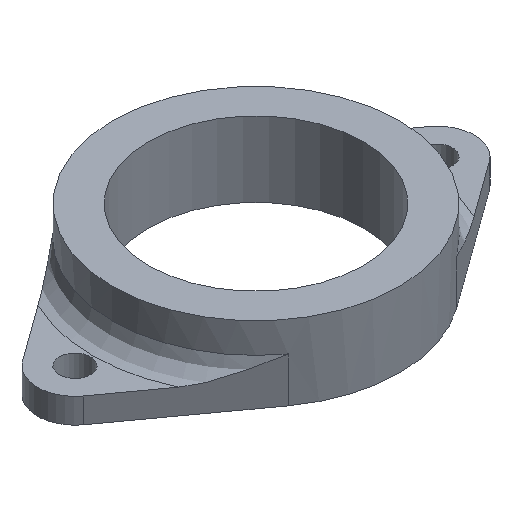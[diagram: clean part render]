
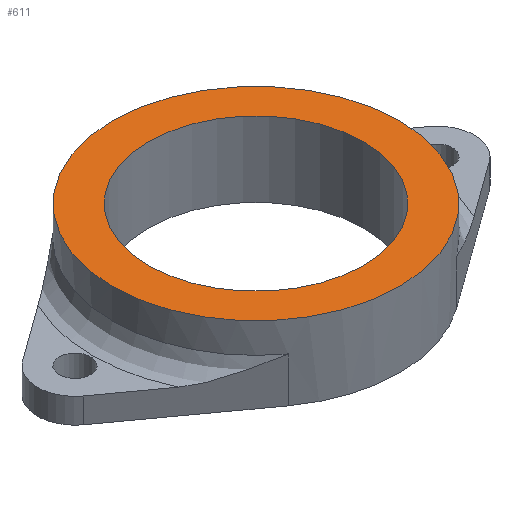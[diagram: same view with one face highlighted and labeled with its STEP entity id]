
A CAD part, isometric view. The second image highlights one B-rep face of the part: STEP entity #611.
In plain terms, the highlighted planar face has unit normal (0, 0, 1).
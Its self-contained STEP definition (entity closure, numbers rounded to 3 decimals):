
#306=FACE_BOUND('',#391,.T.);
#356=PLANE('',#668);
#372=FACE_OUTER_BOUND('',#390,.T.);
#390=EDGE_LOOP('',(#582));
#391=EDGE_LOOP('',(#583));
#408=CIRCLE('',#655,4.3);
#411=CIRCLE('',#665,5.75);
#459=VERTEX_POINT('',#889);
#468=VERTEX_POINT('',#921);
#492=EDGE_CURVE('',#459,#459,#408,.T.);
#507=EDGE_CURVE('',#468,#468,#411,.T.);
#582=ORIENTED_EDGE('',*,*,#507,.T.);
#583=ORIENTED_EDGE('',*,*,#492,.T.);
#611=ADVANCED_FACE('',(#372,#306),#356,.T.);
#655=AXIS2_PLACEMENT_3D('',#891,#740,#741);
#665=AXIS2_PLACEMENT_3D('',#922,#772,#773);
#668=AXIS2_PLACEMENT_3D('',#926,#779,#780);
#740=DIRECTION('center_axis',(0.,0.,-1.));
#741=DIRECTION('ref_axis',(1.,0.,0.));
#772=DIRECTION('center_axis',(0.,0.,1.));
#773=DIRECTION('ref_axis',(1.,0.,0.));
#779=DIRECTION('center_axis',(0.,0.,1.));
#780=DIRECTION('ref_axis',(1.,0.,0.));
#889=CARTESIAN_POINT('',(-4.3,0.,3.));
#891=CARTESIAN_POINT('Origin',(0.,0.,3.));
#921=CARTESIAN_POINT('',(-5.75,0.,3.));
#922=CARTESIAN_POINT('Origin',(0.,0.,3.));
#926=CARTESIAN_POINT('Origin',(0.,0.,3.));
